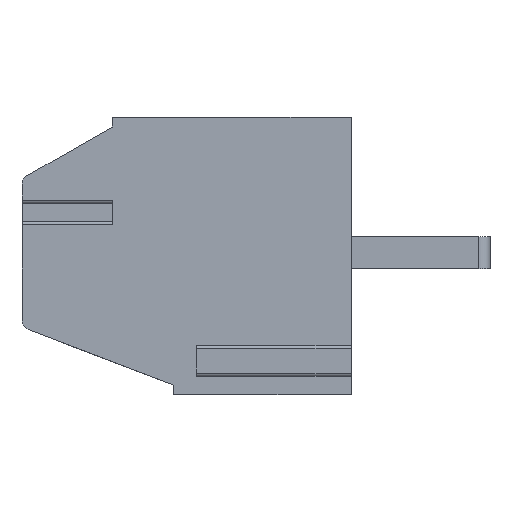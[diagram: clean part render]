
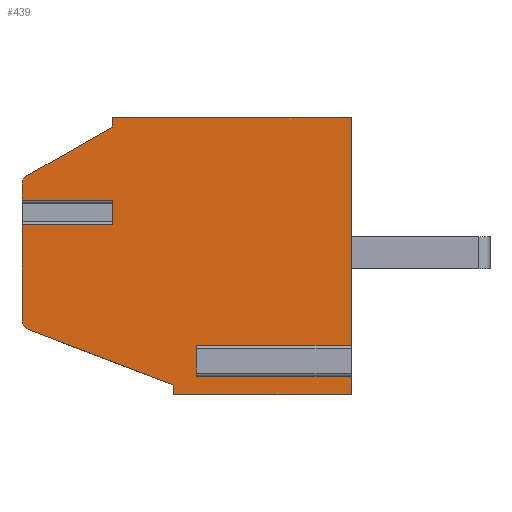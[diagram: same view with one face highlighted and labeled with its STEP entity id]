
A CAD part, left-side view. The second image highlights one B-rep face of the part: STEP entity #439.
In plain terms, the highlighted planar face has unit normal (-1, 0, 0).
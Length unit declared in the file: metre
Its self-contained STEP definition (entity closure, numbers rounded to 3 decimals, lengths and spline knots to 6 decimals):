
#439=ADVANCED_FACE('',(#1108),#1109,.T.);
#1108=FACE_OUTER_BOUND('',#2003,.T.);
#1109=PLANE('',#2004);
#2003=EDGE_LOOP('',(#3295,#3296,#3297,#3298,#3299,#3300,#3301,#3302,#3303,#3304,#3305,#3306,#3307,#3308,#3309,#3310,#3311,#3312));
#2004=AXIS2_PLACEMENT_3D('',#3313,#3314,#3315);
#3295=ORIENTED_EDGE('',*,*,#5689,.T.);
#3296=ORIENTED_EDGE('',*,*,#5690,.T.);
#3297=ORIENTED_EDGE('',*,*,#5691,.T.);
#3298=ORIENTED_EDGE('',*,*,#5692,.T.);
#3299=ORIENTED_EDGE('',*,*,#5677,.T.);
#3300=ORIENTED_EDGE('',*,*,#5579,.F.);
#3301=ORIENTED_EDGE('',*,*,#5693,.F.);
#3302=ORIENTED_EDGE('',*,*,#5540,.F.);
#3303=ORIENTED_EDGE('',*,*,#5694,.T.);
#3304=ORIENTED_EDGE('',*,*,#5571,.F.);
#3305=ORIENTED_EDGE('',*,*,#5695,.T.);
#3306=ORIENTED_EDGE('',*,*,#5696,.T.);
#3307=ORIENTED_EDGE('',*,*,#5697,.T.);
#3308=ORIENTED_EDGE('',*,*,#5698,.T.);
#3309=ORIENTED_EDGE('',*,*,#5699,.T.);
#3310=ORIENTED_EDGE('',*,*,#5700,.T.);
#3311=ORIENTED_EDGE('',*,*,#5701,.F.);
#3312=ORIENTED_EDGE('',*,*,#5702,.T.);
#3313=CARTESIAN_POINT('',(0.0,0.0099,-0.002078));
#3314=DIRECTION('',(-1.0,0.,0.0));
#3315=DIRECTION('',(0.0,0.0,1.0));
#5540=EDGE_CURVE('',#6743,#6744,#6745,.T.);
#5571=EDGE_CURVE('',#6800,#6802,#6803,.T.);
#5579=EDGE_CURVE('',#6816,#6779,#6818,.T.);
#5677=EDGE_CURVE('',#6977,#6779,#6980,.T.);
#5689=EDGE_CURVE('',#6999,#7000,#7001,.T.);
#5690=EDGE_CURVE('',#7000,#7002,#7003,.T.);
#5691=EDGE_CURVE('',#7002,#7004,#7005,.T.);
#5692=EDGE_CURVE('',#7004,#6977,#7006,.T.);
#5693=EDGE_CURVE('',#6744,#6816,#7007,.T.);
#5694=EDGE_CURVE('',#6743,#6802,#7008,.T.);
#5695=EDGE_CURVE('',#6800,#7009,#7010,.T.);
#5696=EDGE_CURVE('',#7009,#7011,#7012,.T.);
#5697=EDGE_CURVE('',#7011,#7013,#7014,.T.);
#5698=EDGE_CURVE('',#7013,#7015,#7016,.T.);
#5699=EDGE_CURVE('',#7015,#7017,#7018,.T.);
#5700=EDGE_CURVE('',#7017,#7019,#7020,.T.);
#5701=EDGE_CURVE('',#7021,#7019,#7022,.T.);
#5702=EDGE_CURVE('',#7021,#6999,#7023,.T.);
#6743=VERTEX_POINT('',#8471);
#6744=VERTEX_POINT('',#8472);
#6745=LINE('',#8473,#8474);
#6779=VERTEX_POINT('',#8514);
#6800=VERTEX_POINT('',#8541);
#6802=VERTEX_POINT('',#8544);
#6803=LINE('',#8545,#8546);
#6816=VERTEX_POINT('',#8562);
#6818=LINE('',#8564,#8565);
#6977=VERTEX_POINT('',#8791);
#6980=CIRCLE('',#8795,0.0003);
#6999=VERTEX_POINT('',#8821);
#7000=VERTEX_POINT('',#8822);
#7001=LINE('',#8823,#8824);
#7002=VERTEX_POINT('',#8825);
#7003=LINE('',#8826,#8827);
#7004=VERTEX_POINT('',#8828);
#7005=LINE('',#8829,#8830);
#7006=LINE('',#8831,#8832);
#7007=LINE('',#8833,#8834);
#7008=LINE('',#8835,#8836);
#7009=VERTEX_POINT('',#8837);
#7010=CIRCLE('',#8838,0.0003);
#7011=VERTEX_POINT('',#8839);
#7012=LINE('',#8840,#8841);
#7013=VERTEX_POINT('',#8842);
#7014=LINE('',#8843,#8844);
#7015=VERTEX_POINT('',#8845);
#7016=LINE('',#8846,#8847);
#7017=VERTEX_POINT('',#8848);
#7018=LINE('',#8849,#8850);
#7019=VERTEX_POINT('',#8851);
#7020=LINE('',#8852,#8853);
#7021=VERTEX_POINT('',#8854);
#7022=LINE('',#8855,#8856);
#7023=LINE('',#8857,#8858);
#8471=CARTESIAN_POINT('',(0.,0.0074,-0.003327));
#8472=CARTESIAN_POINT('',(0.,0.0074,-0.002573));
#8473=CARTESIAN_POINT('',(0.0,0.0074,-0.006298));
#8474=VECTOR('',#10309,1.0);
#8514=CARTESIAN_POINT('',(0.0,0.0102,-0.002078));
#8541=CARTESIAN_POINT('',(0.0,0.0102,-0.006298));
#8544=CARTESIAN_POINT('',(0.,0.0102,-0.003327));
#8545=CARTESIAN_POINT('',(0.0,0.0102,-0.006298));
#8546=VECTOR('',#10365,1.0);
#8562=CARTESIAN_POINT('',(0.,0.0102,-0.002573));
#8564=CARTESIAN_POINT('',(0.0,0.0102,-0.006298));
#8565=VECTOR('',#10381,1.0);
#8791=CARTESIAN_POINT('',(0.0,0.010049,-0.001818));
#8795=AXIS2_PLACEMENT_3D('',#10480,#10481,#10482);
#8821=CARTESIAN_POINT('',(0.0,0.0,-0.007173));
#8822=CARTESIAN_POINT('',(0.0,0.0,0.0));
#8823=CARTESIAN_POINT('',(0.0,0.0,0.0));
#8824=VECTOR('',#10493,1.0);
#8825=CARTESIAN_POINT('',(0.0,0.0074,0.0));
#8826=CARTESIAN_POINT('',(0.0,0.0074,0.0));
#8827=VECTOR('',#10494,1.0);
#8828=CARTESIAN_POINT('',(0.0,0.0074,-0.000304));
#8829=CARTESIAN_POINT('',(0.0,0.0074,-0.000304));
#8830=VECTOR('',#10495,1.0);
#8831=CARTESIAN_POINT('',(0.0,0.010049,-0.001818));
#8832=VECTOR('',#10496,1.0);
#8833=CARTESIAN_POINT('',(0.,-0.004301,-0.002573));
#8834=VECTOR('',#10497,1.0);
#8835=CARTESIAN_POINT('',(0.,-0.004301,-0.003327));
#8836=VECTOR('',#10498,1.0);
#8837=CARTESIAN_POINT('',(0.0,0.010007,-0.006578));
#8838=AXIS2_PLACEMENT_3D('',#10499,#10500,#10501);
#8839=CARTESIAN_POINT('',(0.0,0.0055,-0.0083));
#8840=CARTESIAN_POINT('',(0.0,0.0055,-0.0083));
#8841=VECTOR('',#10502,1.0);
#8842=CARTESIAN_POINT('',(0.0,0.0055,-0.0086));
#8843=CARTESIAN_POINT('',(0.0,0.0055,-0.0086));
#8844=VECTOR('',#10503,1.0);
#8845=CARTESIAN_POINT('',(0.0,0.0,-0.0086));
#8846=CARTESIAN_POINT('',(0.0,0.0,-0.0086));
#8847=VECTOR('',#10504,1.0);
#8848=CARTESIAN_POINT('',(0.0,0.0,-0.007927));
#8849=CARTESIAN_POINT('',(0.0,0.0,0.0));
#8850=VECTOR('',#10505,1.0);
#8851=CARTESIAN_POINT('',(0.,0.0048,-0.007927));
#8852=CARTESIAN_POINT('',(0.0,0.0048,-0.007927));
#8853=VECTOR('',#10506,1.0);
#8854=CARTESIAN_POINT('',(0.0,0.0048,-0.007173));
#8855=CARTESIAN_POINT('',(0.0,0.0048,-0.007754));
#8856=VECTOR('',#10507,1.0);
#8857=CARTESIAN_POINT('',(0.0,0.0,-0.007173));
#8858=VECTOR('',#10508,1.0);
#10309=DIRECTION('',(0.0,0.0,1.0));
#10365=DIRECTION('',(0.0,0.0,1.0));
#10381=DIRECTION('',(0.0,0.0,1.0));
#10480=CARTESIAN_POINT('',(0.0,0.0099,-0.002078));
#10481=DIRECTION('',(-1.0,0.,0.0));
#10482=DIRECTION('',(0.0,0.0,1.0));
#10493=DIRECTION('',(0.0,0.0,1.0));
#10494=DIRECTION('',(0.0,1.0,0.0));
#10495=DIRECTION('',(0.0,0.0,-1.0));
#10496=DIRECTION('',(0.0,0.868,-0.496));
#10497=DIRECTION('',(0.0,1.0,0.0));
#10498=DIRECTION('',(0.0,1.0,0.0));
#10499=CARTESIAN_POINT('',(0.0,0.0099,-0.006298));
#10500=DIRECTION('',(-1.0,0.,0.0));
#10501=DIRECTION('',(0.0,0.0,1.0));
#10502=DIRECTION('',(0.0,-0.934,-0.357));
#10503=DIRECTION('',(0.0,0.0,-1.0));
#10504=DIRECTION('',(0.0,-1.0,0.));
#10505=DIRECTION('',(0.0,0.0,1.0));
#10506=DIRECTION('',(0.0,1.0,0.0));
#10507=DIRECTION('',(0.0,0.0,-1.0));
#10508=DIRECTION('',(0.0,-1.0,0.0));
